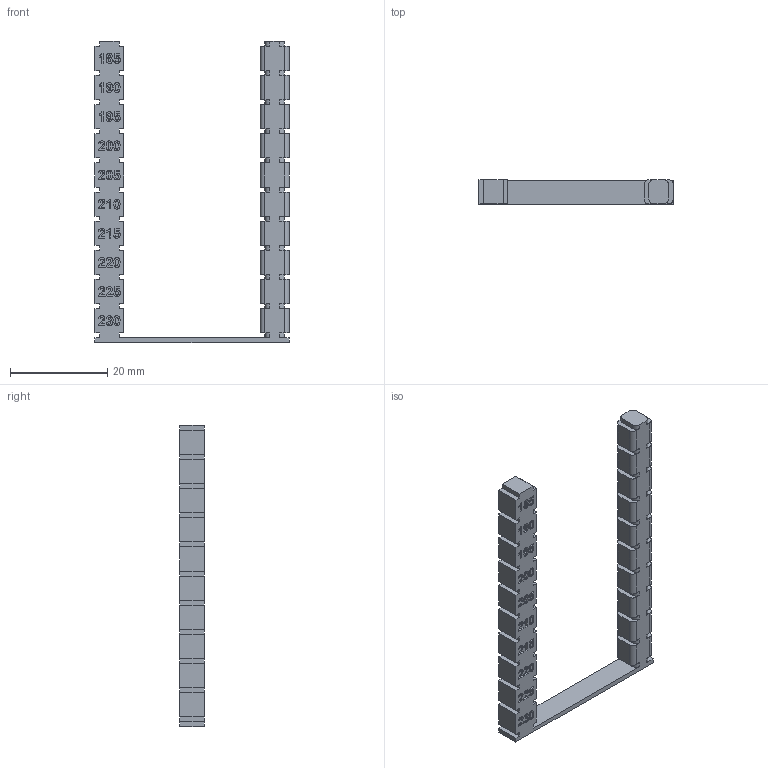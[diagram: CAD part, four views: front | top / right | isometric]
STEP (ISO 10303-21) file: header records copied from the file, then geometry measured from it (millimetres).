
FILE_DESCRIPTION(/* description */ (''),/* implementation_level */ '2;1');
FILE_NAME(/* name */ 'temp_string_test.stp',/* time_stamp */ '2024-09-12T20:10:10+08:00',/* author */ ('user'),/* organization */ (''),/* preprocessor_version */ 'ST-DEVELOPER v20',/* originating_system */ 'Autodesk Inventor 2024',/* authorisation */ '');
FILE_SCHEMA (('AUTOMOTIVE_DESIGN { 1 0 10303 214 3 1 1 }'));
Length unit declared in the file: millimetre
Products named in the file (1): temp_tower
Bounding box: 40 x 5 x 62 mm (x, y, z)
Volume: 3544.5 mm3; surface area: 3635.6 mm2
Topology: 1 solids, 1 shells, 682 faces, 1917 edges, 1278 vertices
Faces by surface type: plane 316, bspline 282, cylinder 84
Entity records: 23863 total; most frequent: CARTESIAN_POINT 7983, ORIENTED_EDGE 3834, DIRECTION 2323, EDGE_CURVE 1917, VERTEX_POINT 1278, LINE 1185, VECTOR 1185, EDGE_LOOP 723
